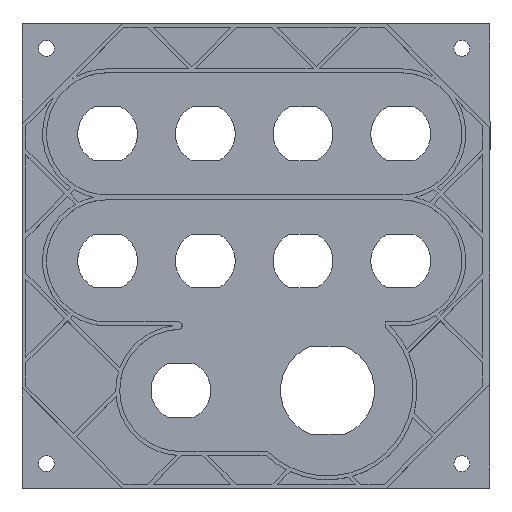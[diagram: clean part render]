
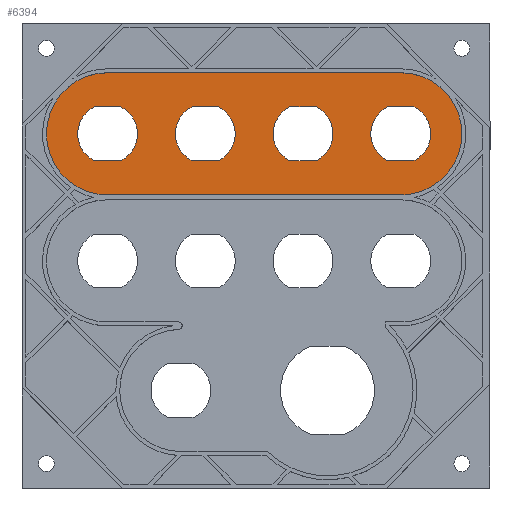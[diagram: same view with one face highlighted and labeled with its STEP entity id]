
A CAD part, top view. The second image highlights one B-rep face of the part: STEP entity #6394.
In plain terms, the highlighted planar face has unit normal (0, 0, 1).
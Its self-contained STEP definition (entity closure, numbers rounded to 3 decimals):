
#76=FACE_BOUND('',#1067,.T.);
#77=FACE_BOUND('',#1068,.T.);
#78=FACE_BOUND('',#1069,.T.);
#79=FACE_BOUND('',#1070,.T.);
#268=CIRCLE('',#6536,6.125);
#269=CIRCLE('',#6538,6.125);
#272=CIRCLE('',#6543,6.125);
#273=CIRCLE('',#6545,6.125);
#276=CIRCLE('',#6550,6.125);
#277=CIRCLE('',#6552,6.125);
#280=CIRCLE('',#6557,6.125);
#281=CIRCLE('',#6559,6.125);
#359=CIRCLE('',#6802,12.5);
#360=CIRCLE('',#6803,12.5);
#663=FACE_OUTER_BOUND('',#1066,.T.);
#1066=EDGE_LOOP('',(#5475,#5476,#5477,#5478));
#1067=EDGE_LOOP('',(#5479,#5480,#5481,#5482));
#1068=EDGE_LOOP('',(#5483,#5484,#5485,#5486));
#1069=EDGE_LOOP('',(#5487,#5488,#5489,#5490));
#1070=EDGE_LOOP('',(#5491,#5492,#5493,#5494));
#1198=LINE('',#8479,#1889);
#1204=LINE('',#8500,#1895);
#1210=LINE('',#8521,#1901);
#1216=LINE('',#8542,#1907);
#1235=LINE('',#8591,#1926);
#1237=LINE('',#8594,#1928);
#1239=LINE('',#8597,#1930);
#1241=LINE('',#8600,#1932);
#1732=LINE('',#10941,#2423);
#1733=LINE('',#10944,#2424);
#1889=VECTOR('',#6979,10.);
#1895=VECTOR('',#6999,10.);
#1901=VECTOR('',#7019,10.);
#1907=VECTOR('',#7039,10.);
#1926=VECTOR('',#7094,10.);
#1928=VECTOR('',#7098,10.);
#1930=VECTOR('',#7102,10.);
#1932=VECTOR('',#7106,10.);
#2423=VECTOR('',#8051,10.);
#2424=VECTOR('',#8054,10.);
#2586=VERTEX_POINT('',#8476);
#2587=VERTEX_POINT('',#8478);
#2589=VERTEX_POINT('',#8484);
#2590=VERTEX_POINT('',#8488);
#2594=VERTEX_POINT('',#8497);
#2595=VERTEX_POINT('',#8499);
#2597=VERTEX_POINT('',#8505);
#2598=VERTEX_POINT('',#8509);
#2602=VERTEX_POINT('',#8518);
#2603=VERTEX_POINT('',#8520);
#2605=VERTEX_POINT('',#8526);
#2606=VERTEX_POINT('',#8530);
#2610=VERTEX_POINT('',#8539);
#2611=VERTEX_POINT('',#8541);
#2613=VERTEX_POINT('',#8547);
#2614=VERTEX_POINT('',#8551);
#3104=VERTEX_POINT('',#10937);
#3105=VERTEX_POINT('',#10938);
#3106=VERTEX_POINT('',#10940);
#3107=VERTEX_POINT('',#10942);
#3202=EDGE_CURVE('',#2587,#2586,#1198,.T.);
#3206=EDGE_CURVE('',#2586,#2589,#268,.T.);
#3207=EDGE_CURVE('',#2590,#2587,#269,.T.);
#3212=EDGE_CURVE('',#2595,#2594,#1204,.T.);
#3216=EDGE_CURVE('',#2594,#2597,#272,.T.);
#3217=EDGE_CURVE('',#2598,#2595,#273,.T.);
#3222=EDGE_CURVE('',#2603,#2602,#1210,.T.);
#3226=EDGE_CURVE('',#2602,#2605,#276,.T.);
#3227=EDGE_CURVE('',#2606,#2603,#277,.T.);
#3232=EDGE_CURVE('',#2611,#2610,#1216,.T.);
#3236=EDGE_CURVE('',#2610,#2613,#280,.T.);
#3237=EDGE_CURVE('',#2614,#2611,#281,.T.);
#3259=EDGE_CURVE('',#2589,#2590,#1235,.T.);
#3261=EDGE_CURVE('',#2597,#2598,#1237,.T.);
#3263=EDGE_CURVE('',#2605,#2606,#1239,.T.);
#3265=EDGE_CURVE('',#2613,#2614,#1241,.T.);
#3942=EDGE_CURVE('',#3104,#3105,#359,.T.);
#3943=EDGE_CURVE('',#3106,#3104,#1732,.T.);
#3944=EDGE_CURVE('',#3107,#3106,#360,.T.);
#3945=EDGE_CURVE('',#3105,#3107,#1733,.T.);
#5475=ORIENTED_EDGE('',*,*,#3942,.F.);
#5476=ORIENTED_EDGE('',*,*,#3943,.F.);
#5477=ORIENTED_EDGE('',*,*,#3944,.F.);
#5478=ORIENTED_EDGE('',*,*,#3945,.F.);
#5479=ORIENTED_EDGE('',*,*,#3217,.T.);
#5480=ORIENTED_EDGE('',*,*,#3212,.T.);
#5481=ORIENTED_EDGE('',*,*,#3216,.T.);
#5482=ORIENTED_EDGE('',*,*,#3261,.T.);
#5483=ORIENTED_EDGE('',*,*,#3237,.T.);
#5484=ORIENTED_EDGE('',*,*,#3232,.T.);
#5485=ORIENTED_EDGE('',*,*,#3236,.T.);
#5486=ORIENTED_EDGE('',*,*,#3265,.T.);
#5487=ORIENTED_EDGE('',*,*,#3227,.T.);
#5488=ORIENTED_EDGE('',*,*,#3222,.T.);
#5489=ORIENTED_EDGE('',*,*,#3226,.T.);
#5490=ORIENTED_EDGE('',*,*,#3263,.T.);
#5491=ORIENTED_EDGE('',*,*,#3207,.T.);
#5492=ORIENTED_EDGE('',*,*,#3202,.T.);
#5493=ORIENTED_EDGE('',*,*,#3206,.T.);
#5494=ORIENTED_EDGE('',*,*,#3259,.T.);
#6056=PLANE('',#6801);
#6394=ADVANCED_FACE('',(#663,#76,#77,#78,#79),#6056,.T.);
#6536=AXIS2_PLACEMENT_3D('',#8486,#6986,#6987);
#6538=AXIS2_PLACEMENT_3D('',#8489,#6990,#6991);
#6543=AXIS2_PLACEMENT_3D('',#8507,#7006,#7007);
#6545=AXIS2_PLACEMENT_3D('',#8510,#7010,#7011);
#6550=AXIS2_PLACEMENT_3D('',#8528,#7026,#7027);
#6552=AXIS2_PLACEMENT_3D('',#8531,#7030,#7031);
#6557=AXIS2_PLACEMENT_3D('',#8549,#7046,#7047);
#6559=AXIS2_PLACEMENT_3D('',#8552,#7050,#7051);
#6801=AXIS2_PLACEMENT_3D('',#10936,#8047,#8048);
#6802=AXIS2_PLACEMENT_3D('',#10939,#8049,#8050);
#6803=AXIS2_PLACEMENT_3D('',#10943,#8052,#8053);
#6979=DIRECTION('',(1.,0.,0.));
#6986=DIRECTION('center_axis',(0.,0.,
-1.));
#6987=DIRECTION('ref_axis',(-1.,0.,0.));
#6990=DIRECTION('center_axis',(0.,0.,
-1.));
#6991=DIRECTION('ref_axis',(-1.,0.,0.));
#6999=DIRECTION('',(1.,0.,0.));
#7006=DIRECTION('center_axis',(0.,0.,-1.));
#7007=DIRECTION('ref_axis',(-1.,0.,0.));
#7010=DIRECTION('center_axis',(0.,0.,-1.));
#7011=DIRECTION('ref_axis',(-1.,0.,0.));
#7019=DIRECTION('',(1.,0.,0.));
#7026=DIRECTION('center_axis',(0.,0.,
-1.));
#7027=DIRECTION('ref_axis',(-1.,0.,0.));
#7030=DIRECTION('center_axis',(0.,0.,
-1.));
#7031=DIRECTION('ref_axis',(-1.,0.,0.));
#7039=DIRECTION('',(1.,0.,0.));
#7046=DIRECTION('center_axis',(0.,0.,-1.));
#7047=DIRECTION('ref_axis',(-1.,0.,0.));
#7050=DIRECTION('center_axis',(0.,0.,-1.));
#7051=DIRECTION('ref_axis',(-1.,0.,0.));
#7094=DIRECTION('',(-1.,0.,0.));
#7098=DIRECTION('',(-1.,0.,0.));
#7102=DIRECTION('',(-1.,0.,0.));
#7106=DIRECTION('',(-1.,0.,0.));
#8047=DIRECTION('center_axis',(0.,0.,1.));
#8048=DIRECTION('ref_axis',(1.,0.,0.));
#8049=DIRECTION('center_axis',(0.,0.,-1.));
#8050=DIRECTION('ref_axis',(-1.,0.,0.));
#8051=DIRECTION('',(-1.,0.,0.));
#8052=DIRECTION('center_axis',(0.,0.,-1.));
#8053=DIRECTION('ref_axis',(-1.,0.,0.));
#8054=DIRECTION('',(1.,0.,0.));
#8476=CARTESIAN_POINT('',(-27.305,30.5,1.));
#8478=CARTESIAN_POINT('',(-32.695,30.5,1.));
#8479=CARTESIAN_POINT('',(32.695,30.5,1.));
#8484=CARTESIAN_POINT('',(-27.305,19.5,1.));
#8486=CARTESIAN_POINT('Origin',(-30.,25.,1.));
#8488=CARTESIAN_POINT('',(-32.695,19.5,1.));
#8489=CARTESIAN_POINT('Origin',(-30.,25.,1.));
#8497=CARTESIAN_POINT('',(12.695,30.5,1.));
#8499=CARTESIAN_POINT('',(7.305,30.5,1.));
#8500=CARTESIAN_POINT('',(32.695,30.5,1.));
#8505=CARTESIAN_POINT('',(12.695,19.5,1.));
#8507=CARTESIAN_POINT('Origin',(10.,25.,1.));
#8509=CARTESIAN_POINT('',(7.305,19.5,1.));
#8510=CARTESIAN_POINT('Origin',(10.,25.,1.));
#8518=CARTESIAN_POINT('',(32.695,30.5,1.));
#8520=CARTESIAN_POINT('',(27.305,30.5,1.));
#8521=CARTESIAN_POINT('',(32.695,30.5,1.));
#8526=CARTESIAN_POINT('',(32.695,19.5,1.));
#8528=CARTESIAN_POINT('Origin',(30.,25.,1.));
#8530=CARTESIAN_POINT('',(27.305,19.5,1.));
#8531=CARTESIAN_POINT('Origin',(30.,25.,1.));
#8539=CARTESIAN_POINT('',(-7.305,30.5,1.));
#8541=CARTESIAN_POINT('',(-12.695,30.5,1.));
#8542=CARTESIAN_POINT('',(32.695,30.5,1.));
#8547=CARTESIAN_POINT('',(-7.305,19.5,1.));
#8549=CARTESIAN_POINT('Origin',(-10.,25.,1.));
#8551=CARTESIAN_POINT('',(-12.695,19.5,1.));
#8552=CARTESIAN_POINT('Origin',(-10.,25.,1.));
#8591=CARTESIAN_POINT('',(32.695,19.5,1.));
#8594=CARTESIAN_POINT('',(32.695,19.5,1.));
#8597=CARTESIAN_POINT('',(32.695,19.5,1.));
#8600=CARTESIAN_POINT('',(32.695,19.5,1.));
#10936=CARTESIAN_POINT('Origin',(0.,0.,
1.));
#10937=CARTESIAN_POINT('',(-30.,12.5,1.));
#10938=CARTESIAN_POINT('',(-30.,37.5,1.));
#10939=CARTESIAN_POINT('Origin',(-30.,25.,1.));
#10940=CARTESIAN_POINT('',(30.,12.5,1.));
#10941=CARTESIAN_POINT('',(-15.,12.5,1.));
#10942=CARTESIAN_POINT('',(30.,37.5,1.));
#10943=CARTESIAN_POINT('Origin',(30.,25.,1.));
#10944=CARTESIAN_POINT('',(15.,37.5,1.));
